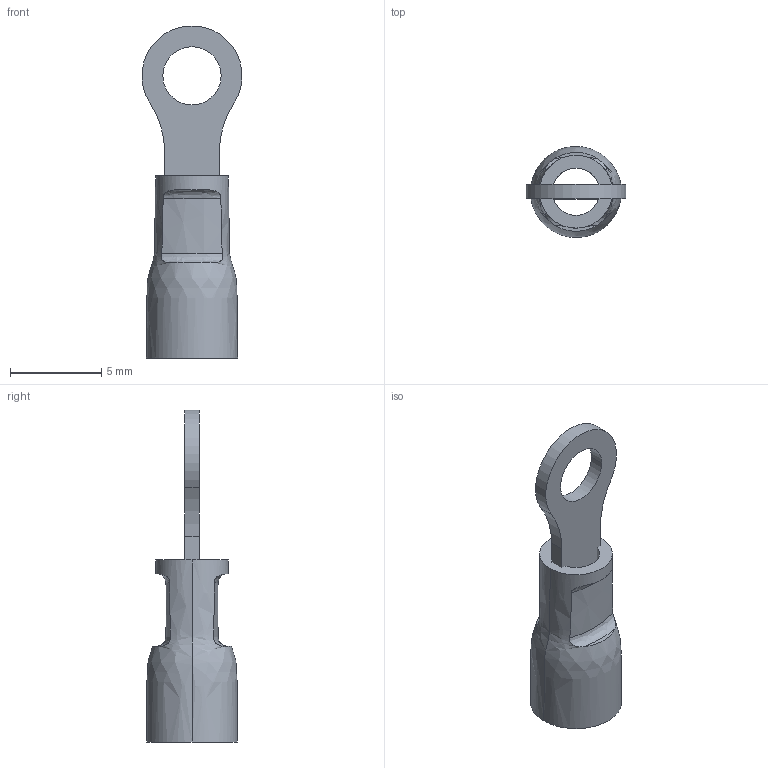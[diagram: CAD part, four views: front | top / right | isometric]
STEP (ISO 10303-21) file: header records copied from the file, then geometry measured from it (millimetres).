
FILE_DESCRIPTION(('CATIA V5 STEP Exchange','CAx-IF Rec.Pracs.--- Model Styling and Organization---1.4--- 2014-01-23'),'2;1');
FILE_NAME ('033845-3_0_9200150000_9200150000.stp','2019-09-10T07:05:39+00:00',('none'),('Weidmueller'),'CATIA Version 5-6 Release 2016 SP3 HF44','CATIA V5 STEP AP214','none');
FILE_SCHEMA(('AUTOMOTIVE_DESIGN { 1 0 10303 214 1 1 1 1 }'));
Length unit declared in the file: millimetre
Products named in the file (3): LIR 2,5M3 V; ring cable lug m4_ ring cable lug m4_ ring cable lug m4_Duplicated_2; ring cable lug m5_ ring cable lug m5_ ring cable lug m5
Assembly tree (2 placements, depth 2):
  LIR 2,5M3 V
    ring cable lug m4_ ring cable lug m4_ ring cable lug m4_Duplicated_2
    ring cable lug m5_ ring cable lug m5_ ring cable lug m5
Bounding box: 5.49 x 5 x 18.24 mm (x, y, z)
Volume: 89.2 mm3; surface area: 394.1 mm2
Topology: 2 solids, 2 shells, 61 faces, 144 edges, 90 vertices
Faces by surface type: bspline 40, plane 12, cylinder 9
Entity records: 2786 total; most frequent: CARTESIAN_POINT 1682, ORIENTED_EDGE 288, EDGE_CURVE 144, B_SPLINE_CURVE_WITH_KNOTS 106, VERTEX_POINT 90, DIRECTION 78, EDGE_LOOP 68, ADVANCED_FACE 61
